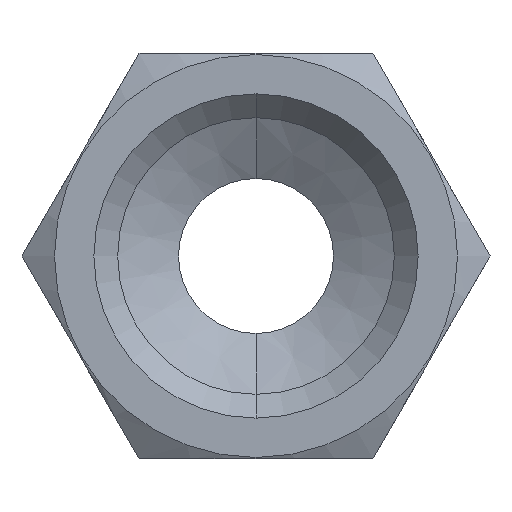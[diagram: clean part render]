
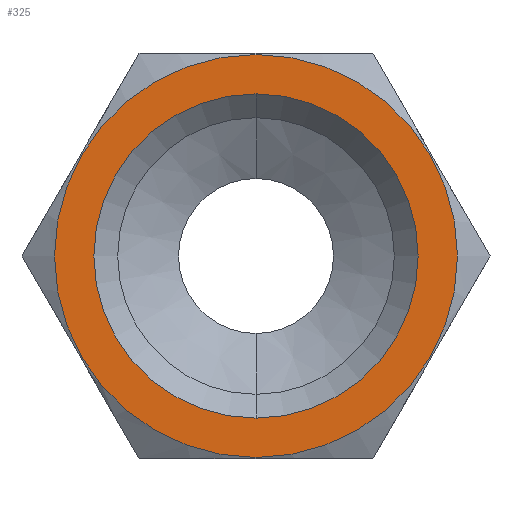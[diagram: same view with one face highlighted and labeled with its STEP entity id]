
A CAD part, front view. The second image highlights one B-rep face of the part: STEP entity #325.
In plain terms, the highlighted planar face has unit normal (0, -1, 0).
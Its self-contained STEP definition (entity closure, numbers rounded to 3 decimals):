
#52 = CIRCLE ( 'NONE', #57, 8.45 ) ;
#57 = AXIS2_PLACEMENT_3D ( 'NONE', #1174, #1175, #1176 ) ;
#62 = CIRCLE ( 'NONE', #64, 6.8 ) ;
#64 = AXIS2_PLACEMENT_3D ( 'NONE', #1170, #1171, #1172 ) ;
#94 = CIRCLE ( 'NONE', #106, 8.45 ) ;
#106 = AXIS2_PLACEMENT_3D ( 'NONE', #1451, #1452, #1453 ) ;
#119 = ORIENTED_EDGE ( 'NONE', *, *, #443, .T. ) ;
#120 = ORIENTED_EDGE ( 'NONE', *, *, #442, .F. ) ;
#122 = ORIENTED_EDGE ( 'NONE', *, *, #359, .F. ) ;
#124 = ORIENTED_EDGE ( 'NONE', *, *, #374, .T. ) ;
#325 = ADVANCED_FACE ( 'NONE', ( #2084, #2085 ), #1835, .T. ) ;
#359 = EDGE_CURVE ( 'NONE', #820, #819, #983, .T. ) ;
#374 = EDGE_CURVE ( 'NONE', #810, #809, #94, .T. ) ;
#442 = EDGE_CURVE ( 'NONE', #819, #820, #62, .T. ) ;
#443 = EDGE_CURVE ( 'NONE', #809, #810, #52, .T. ) ;
#537 = CARTESIAN_POINT ( 'NONE',  ( 0., 0., 8.45 ) ) ;
#538 = CARTESIAN_POINT ( 'NONE',  ( 0., 0., -8.45 ) ) ;
#547 = CARTESIAN_POINT ( 'NONE',  ( 0., 0., -6.8 ) ) ;
#548 = CARTESIAN_POINT ( 'NONE',  ( 0., 0., 6.8 ) ) ;
#809 = VERTEX_POINT ( 'NONE', #537 ) ;
#810 = VERTEX_POINT ( 'NONE', #538 ) ;
#819 = VERTEX_POINT ( 'NONE', #547 ) ;
#820 = VERTEX_POINT ( 'NONE', #548 ) ;
#892 = EDGE_LOOP ( 'NONE', ( #119, #124 ) ) ;
#893 = EDGE_LOOP ( 'NONE', ( #120, #122 ) ) ;
#982 = AXIS2_PLACEMENT_3D ( 'NONE', #1416, #1417, #1418 ) ;
#983 = CIRCLE ( 'NONE', #982, 6.8 ) ;
#1037 = AXIS2_PLACEMENT_3D ( 'NONE', #1836, #1837, #1838 ) ;
#1170 = CARTESIAN_POINT ( 'NONE',  ( 0., 0., 0. ) ) ;
#1171 = DIRECTION ( 'NONE',  ( 0., -1., 0. ) ) ;
#1172 = DIRECTION ( 'NONE',  ( 0., 0., -1. ) ) ;
#1174 = CARTESIAN_POINT ( 'NONE',  ( 0., 0., 0. ) ) ;
#1175 = DIRECTION ( 'NONE',  ( 0., -1., 0. ) ) ;
#1176 = DIRECTION ( 'NONE',  ( 0., 0., -1. ) ) ;
#1416 = CARTESIAN_POINT ( 'NONE',  ( 0., 0., 0. ) ) ;
#1417 = DIRECTION ( 'NONE',  ( 0., -1., 0. ) ) ;
#1418 = DIRECTION ( 'NONE',  ( 0., 0., -1. ) ) ;
#1451 = CARTESIAN_POINT ( 'NONE',  ( 0., 0., 0. ) ) ;
#1452 = DIRECTION ( 'NONE',  ( 0., -1., 0. ) ) ;
#1453 = DIRECTION ( 'NONE',  ( 0., 0., -1. ) ) ;
#1835 = PLANE ( 'NONE',  #1037 ) ;
#1836 = CARTESIAN_POINT ( 'NONE',  ( 8.45, 0., 0. ) ) ;
#1837 = DIRECTION ( 'NONE',  ( 0., -1., 0. ) ) ;
#1838 = DIRECTION ( 'NONE',  ( 0., 0., -1. ) ) ;
#2084 = FACE_BOUND ( 'NONE', #893, .T. ) ;
#2085 = FACE_OUTER_BOUND ( 'NONE', #892, .T. ) ;
